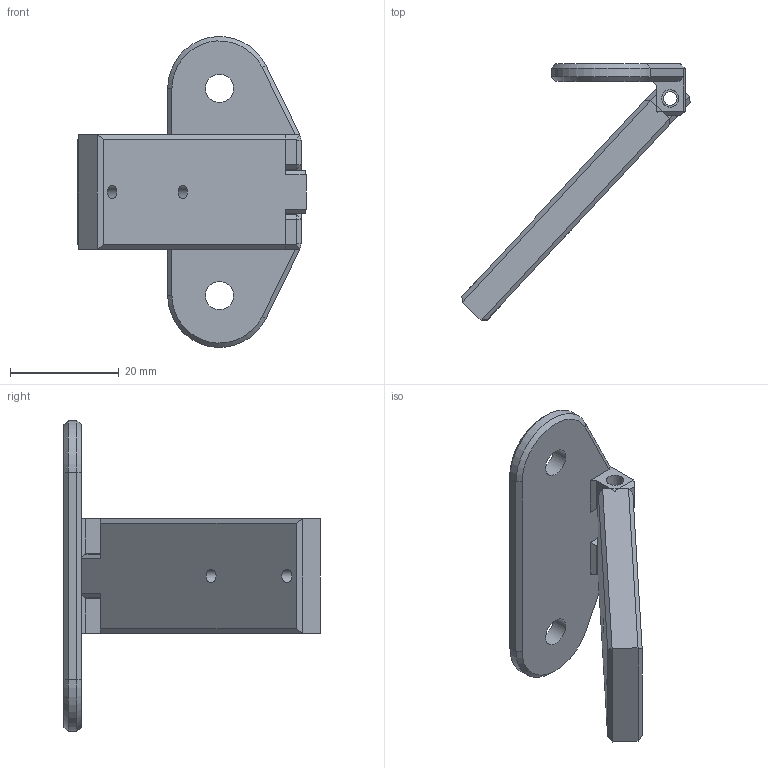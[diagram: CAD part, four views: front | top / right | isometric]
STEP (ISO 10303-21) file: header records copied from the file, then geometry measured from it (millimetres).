
FILE_DESCRIPTION(/* description */ ('STEP AP242','CAx-IF Rec.Pracs.---Representation and Presentation of Product Manufacturing Information (PMI)---4.0---2014-10-13','CAx-IF Rec.Pracs.---3D Tessellated Geometry---0.4---2014-09-14','2;1'),/* implementation_level */ '2;1');
FILE_NAME(/* name */ '66871a9f1982cd6bcfc9f7e5',/* time_stamp */ '2024-07-04T21:56:47Z',/* author */ (''),/* organization */ (''),/* preprocessor_version */ 'ST-DEVELOPER v20',/* originating_system */ ' ',/* authorisation */ ' ');
FILE_SCHEMA (('AP242_MANAGED_MODEL_BASED_3D_ENGINEERING_MIM_LF { 1 0 10303 442 1 1 4 }'));
Length unit declared in the file: metre
Products named in the file (3): Frame Assembly; Part 2; Part 1
Assembly tree (2 placements, depth 2):
  Frame Assembly
    Part 2
    Part 1
Bounding box: 41.93 x 47.08 x 57.12 mm (x, y, z)
Volume: 10718.1 mm3; surface area: 6250.9 mm2
Topology: 2 solids, 2 shells, 85 faces, 195 edges, 114 vertices
Faces by surface type: plane 66, cylinder 11, cone 8
Full cylindrical faces by diameter (mm): 2.5 x3, 3.2 x2, 5.2 x2
Entity records: 2360 total; most frequent: CARTESIAN_POINT 392, DIRECTION 390, ORIENTED_EDGE 372, EDGE_CURVE 186, LINE 154, VECTOR 154, AXIS2_PLACEMENT_3D 118, VERTEX_POINT 112
